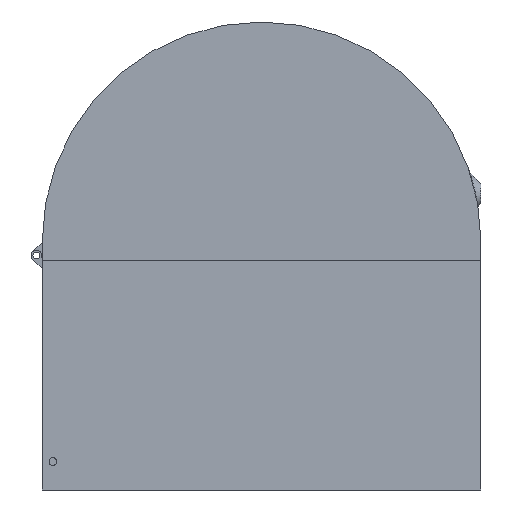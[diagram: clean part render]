
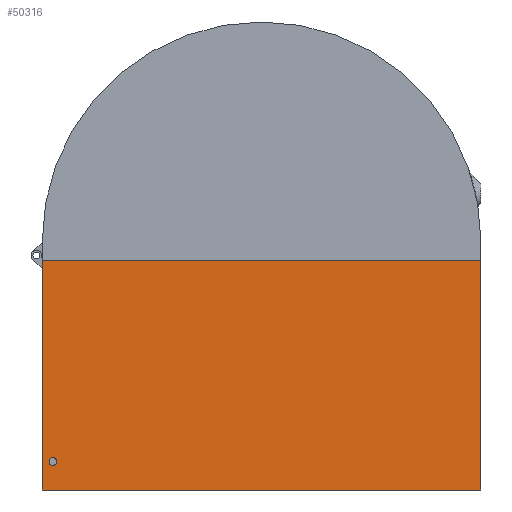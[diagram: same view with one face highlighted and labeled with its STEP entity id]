
A CAD part, left-side view. The second image highlights one B-rep face of the part: STEP entity #50316.
In plain terms, the highlighted planar face has unit normal (-1, 0, 0).
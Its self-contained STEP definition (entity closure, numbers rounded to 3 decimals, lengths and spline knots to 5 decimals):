
#5307=LINE('',#85248,#11222);
#5385=LINE('',#85439,#11300);
#5388=LINE('',#85445,#11303);
#5389=LINE('',#85449,#11304);
#11222=VECTOR('',#70040,1.);
#11300=VECTOR('',#70158,1.);
#11303=VECTOR('',#70163,1.);
#11304=VECTOR('',#70168,1.);
#14024=PLANE('',#58096);
#26111=ORIENTED_EDGE('',*,*,#33947,.F.);
#26112=ORIENTED_EDGE('',*,*,#33946,.T.);
#26113=ORIENTED_EDGE('',*,*,#33948,.T.);
#26114=ORIENTED_EDGE('',*,*,#33853,.F.);
#26115=ORIENTED_EDGE('',*,*,#33943,.T.);
#33853=EDGE_CURVE('',#38703,#38704,#5307,.T.);
#33943=EDGE_CURVE('',#38703,#38758,#5385,.T.);
#33946=EDGE_CURVE('',#38758,#38760,#5388,.T.);
#33947=EDGE_CURVE('',#38761,#38761,#39907,.F.);
#33948=EDGE_CURVE('',#38760,#38704,#5389,.T.);
#38703=VERTEX_POINT('',#85247);
#38704=VERTEX_POINT('',#85249);
#38758=VERTEX_POINT('',#85438);
#38760=VERTEX_POINT('',#85444);
#38761=VERTEX_POINT('',#85448);
#39907=CIRCLE('',#58097,0.002);
#43256=EDGE_LOOP('',(#26111));
#43257=EDGE_LOOP('',(#26112,#26113,#26114,#26115));
#46967=FACE_BOUND('',#43256,.T.);
#46968=FACE_BOUND('',#43257,.T.);
#50316=ADVANCED_FACE('',(#46967,#46968),#14024,.F.);
#58096=AXIS2_PLACEMENT_3D('',#85446,#70164,#70165);
#58097=AXIS2_PLACEMENT_3D('',#85447,#70166,#70167);
#70040=DIRECTION('',(0.,0.,1.));
#70158=DIRECTION('',(0.,-1.,0.));
#70163=DIRECTION('',(0.,0.,1.));
#70164=DIRECTION('',(1.,0.,0.));
#70165=DIRECTION('',(0.,1.,0.));
#70166=DIRECTION('',(1.,0.,0.));
#70167=DIRECTION('',(0.,0.,-1.));
#70168=DIRECTION('',(0.,1.,0.));
#85247=CARTESIAN_POINT('',(-0.04,0.1125,-0.1175));
#85248=CARTESIAN_POINT('',(-0.04,0.1125,-0.05875));
#85249=CARTESIAN_POINT('',(-0.04,0.1125,0.));
#85438=CARTESIAN_POINT('',(-0.04,-0.1125,-0.1175));
#85439=CARTESIAN_POINT('',(-0.04,0.,-0.1175));
#85444=CARTESIAN_POINT('',(-0.04,-0.1125,0.));
#85445=CARTESIAN_POINT('',(-0.04,-0.1125,0.005));
#85446=CARTESIAN_POINT('',(-0.04,0.,0.0025));
#85447=CARTESIAN_POINT('',(-0.04,0.107,-0.1029));
#85448=CARTESIAN_POINT('',(-0.04,0.107,-0.1049));
#85449=CARTESIAN_POINT('',(-0.04,0.,0.));
